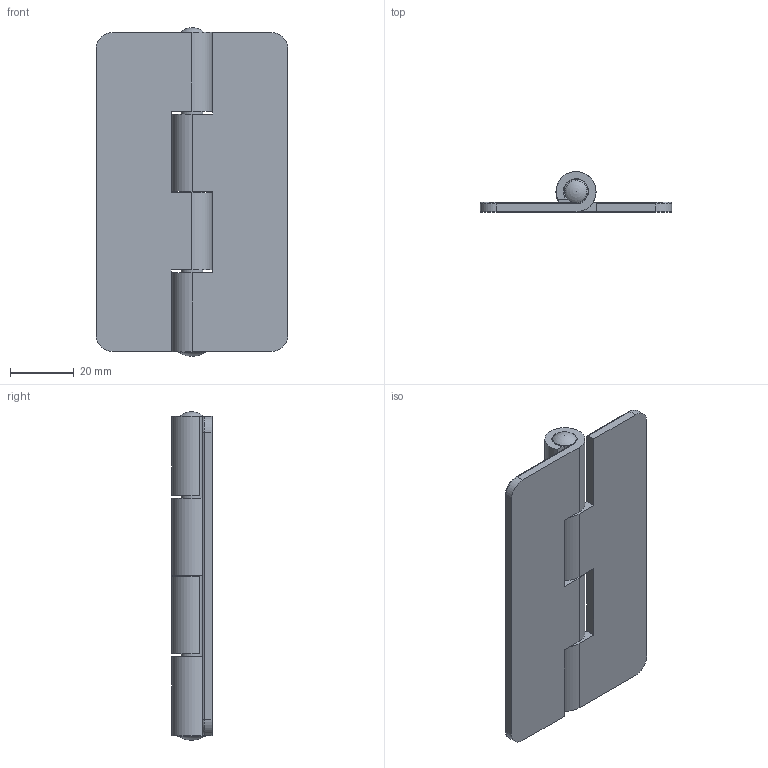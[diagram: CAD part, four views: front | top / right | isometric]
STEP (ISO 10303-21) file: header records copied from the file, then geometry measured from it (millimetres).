
FILE_DESCRIPTION(/* description */ (''),/* implementation_level */ '2;1');
FILE_NAME(/* name */ 'HHN10060-30.stp',/* time_stamp */ '2026-02-11T14:35:28+09:00',/* author */ ('user'),/* organization */ (''),/* preprocessor_version */ 'ST-DEVELOPER v15.6',/* originating_system */ 'Autodesk Inventor 2015',/* authorisation */ '');
FILE_SCHEMA (('AUTOMOTIVE_DESIGN { 1 0 10303 214 3 1 1 }'));
Length unit declared in the file: millimetre
Products named in the file (3): HHN10060-30_날개; HHN10060-30_핀; HHN10060-30
Bounding box: 60 x 12.6 x 103 mm (x, y, z)
Volume: 26690.6 mm3; surface area: 20052.7 mm2
Topology: 3 solids, 3 shells, 58 faces, 145 edges, 93 vertices
Faces by surface type: plane 26, cylinder 23, torus 7, sphere 2
Full cylindrical faces by diameter (mm): 6.9 x1
Entity records: 993 total; most frequent: DIRECTION 177, CARTESIAN_POINT 167, ORIENTED_EDGE 144, EDGE_CURVE 72, AXIS2_PLACEMENT_3D 68, VERTEX_POINT 48, LINE 41, VECTOR 41
